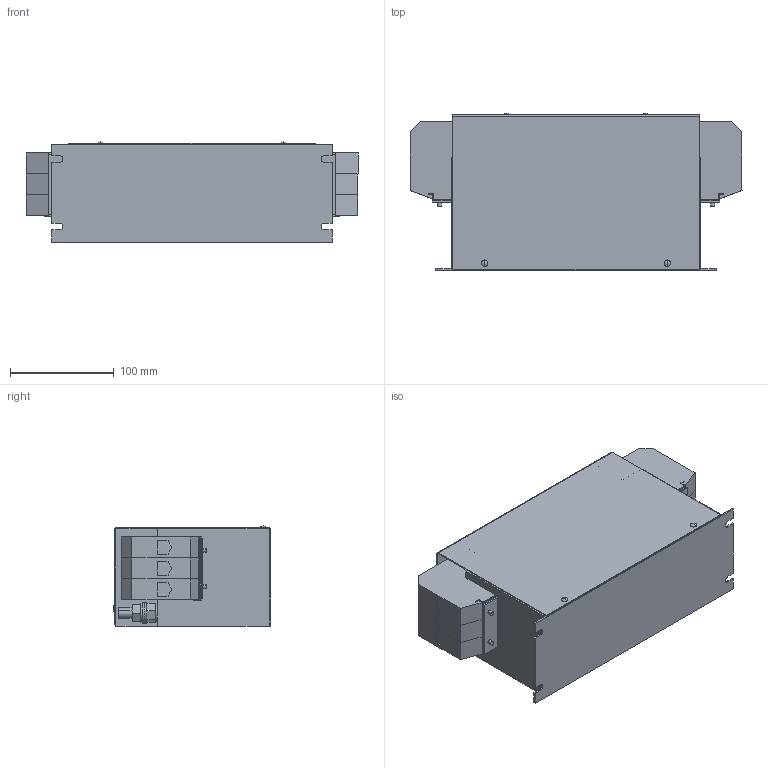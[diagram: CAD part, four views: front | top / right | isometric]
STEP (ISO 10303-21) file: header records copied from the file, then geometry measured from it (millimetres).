
FILE_DESCRIPTION (( 'STEP AP214' ), '1' );
FILE_NAME ('204510.STEP', '2024-03-07T10:09:12', ( '' ), ( '' ), 'SwSTEP 2.0', 'SolidWorks 2022', '' );
FILE_SCHEMA (( 'AUTOMOTIVE_DESIGN' ));
Length unit declared in the file: millimetre
Products named in the file (1): 204510
Bounding box: 319.5 x 151.47 x 96.37 mm (x, y, z)
Volume: 3688501.6 mm3; surface area: 225201 mm2
Topology: 1 solids, 7 shells, 584 faces, 1459 edges, 936 vertices
Faces by surface type: plane 414, cylinder 162, sphere 8
Entity records: 17427 total; most frequent: DIRECTION 3015, CARTESIAN_POINT 2980, ORIENTED_EDGE 2918, EDGE_CURVE 1459, VECTOR 1073, LINE 1073, AXIS2_PLACEMENT_3D 971, VERTEX_POINT 936
